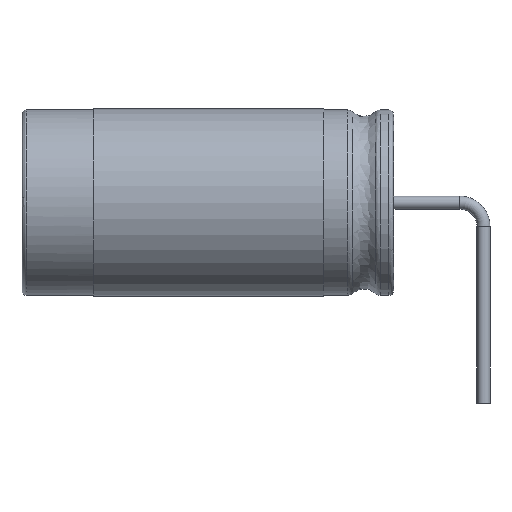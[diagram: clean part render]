
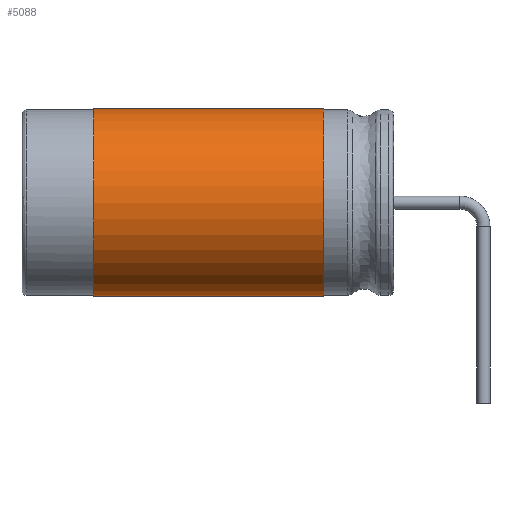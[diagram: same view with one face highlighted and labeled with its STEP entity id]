
A CAD part, left-side view. The second image highlights one B-rep face of the part: STEP entity #5088.
In plain terms, the highlighted cylindrical face has radius 5.051 mm (diameter 10.102 mm), a partial arc.
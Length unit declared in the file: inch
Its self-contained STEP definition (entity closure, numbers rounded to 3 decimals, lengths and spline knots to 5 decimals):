
#47 = CARTESIAN_POINT ( 'NONE',  ( 0.17221, 0.63548, -0.09943 ) ) ;
#99 = DIRECTION ( 'NONE',  ( 0., -1., 0. ) ) ;
#122 = DIRECTION ( 'NONE',  ( 0., 1., 0. ) ) ;
#267 = VECTOR ( 'NONE', #3367, 39.37008 ) ;
#290 = DIRECTION ( 'NONE',  ( 0., 0., 1. ) ) ;
#350 = AXIS2_PLACEMENT_3D ( 'NONE', #4815, #2361, #3320 ) ;
#671 = EDGE_CURVE ( 'NONE', #6674, #8163, #6847, .T. ) ;
#890 = ORIENTED_EDGE ( 'NONE', *, *, #671, .T. ) ;
#1042 = VECTOR ( 'NONE', #99, 39.37008 ) ;
#1147 = EDGE_LOOP ( 'NONE', ( #890, #3741, #9218, #2194 ) ) ;
#1702 = LINE ( 'NONE', #4756, #267 ) ;
#2194 = ORIENTED_EDGE ( 'NONE', *, *, #2217, .T. ) ;
#2217 = EDGE_CURVE ( 'NONE', #7244, #6674, #3222, .T. ) ;
#2361 = DIRECTION ( 'NONE',  ( 0., -1., 0. ) ) ;
#2375 = CARTESIAN_POINT ( 'NONE',  ( 0.17221, 0.14798, -0.09943 ) ) ;
#3222 = LINE ( 'NONE', #47, #1042 ) ;
#3320 = DIRECTION ( 'NONE',  ( 0., 0., -1. ) ) ;
#3367 = DIRECTION ( 'NONE',  ( 0., -1., 0. ) ) ;
#3522 = CARTESIAN_POINT ( 'NONE',  ( 0.17221, 0.63548, -0.09943 ) ) ;
#3741 = ORIENTED_EDGE ( 'NONE', *, *, #8264, .F. ) ;
#4756 = CARTESIAN_POINT ( 'NONE',  ( 0.17221, 0.63548, 0.09943 ) ) ;
#4775 = CIRCLE ( 'NONE', #6680, 0.19885 ) ;
#4815 = CARTESIAN_POINT ( 'NONE',  ( 0., 0.63548, 0. ) ) ;
#5088 = ADVANCED_FACE ( 'NONE', ( #6656 ), #7757, .T. ) ;
#5391 = VERTEX_POINT ( 'NONE', #6644 ) ;
#6137 = DIRECTION ( 'NONE',  ( 0., 0., 1. ) ) ;
#6644 = CARTESIAN_POINT ( 'NONE',  ( 0.17221, 0.63548, 0.09943 ) ) ;
#6656 = FACE_OUTER_BOUND ( 'NONE', #1147, .T. ) ;
#6674 = VERTEX_POINT ( 'NONE', #2375 ) ;
#6680 = AXIS2_PLACEMENT_3D ( 'NONE', #7704, #9429, #290 ) ;
#6847 = CIRCLE ( 'NONE', #7981, 0.19885 ) ;
#7244 = VERTEX_POINT ( 'NONE', #3522 ) ;
#7362 = CARTESIAN_POINT ( 'NONE',  ( 0.17221, 0.14798, 0.09943 ) ) ;
#7538 = EDGE_CURVE ( 'NONE', #7244, #5391, #4775, .T. ) ;
#7704 = CARTESIAN_POINT ( 'NONE',  ( 0., 0.63548, 0. ) ) ;
#7757 = CYLINDRICAL_SURFACE ( 'NONE', #350, 0.19885 ) ;
#7981 = AXIS2_PLACEMENT_3D ( 'NONE', #9307, #122, #6137 ) ;
#8163 = VERTEX_POINT ( 'NONE', #7362 ) ;
#8264 = EDGE_CURVE ( 'NONE', #5391, #8163, #1702, .T. ) ;
#9218 = ORIENTED_EDGE ( 'NONE', *, *, #7538, .F. ) ;
#9307 = CARTESIAN_POINT ( 'NONE',  ( 0., 0.14798, 0. ) ) ;
#9429 = DIRECTION ( 'NONE',  ( 0., 1., 0. ) ) ;
